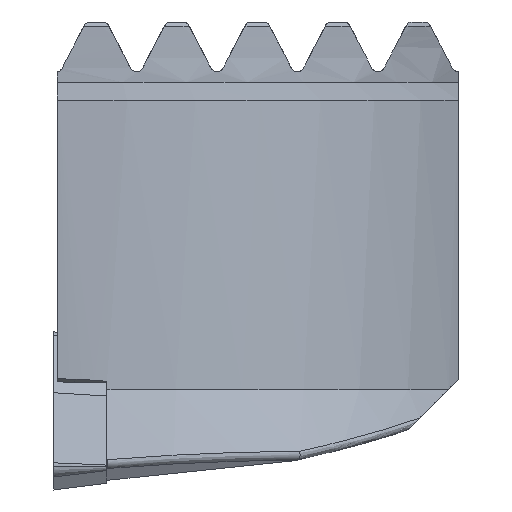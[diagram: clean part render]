
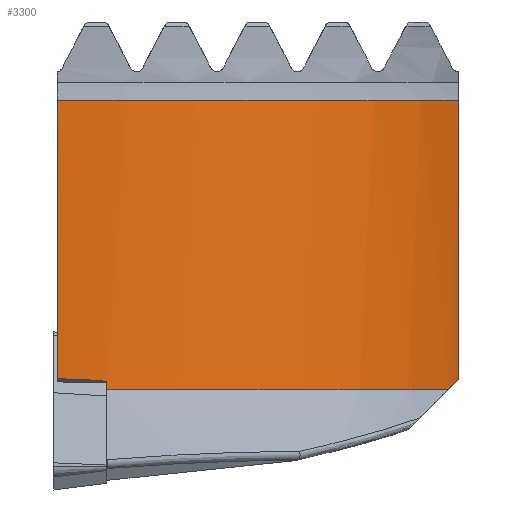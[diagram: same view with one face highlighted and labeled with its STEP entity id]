
A CAD part, left-side view. The second image highlights one B-rep face of the part: STEP entity #3300.
In plain terms, the highlighted cylindrical face has radius 34.06 mm (diameter 68.12 mm), a partial arc.
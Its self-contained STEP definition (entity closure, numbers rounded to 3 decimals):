
#1562=VERTEX_POINT('NONE',#4249);
#1836=EDGE_CURVE('NONE',#1562,#3114,#4549,.T.);
#1906=VERTEX_POINT('NONE',#4623);
#2380=EDGE_CURVE('NONE',#1562,#3800,#5140,.T.);
#2424=EDGE_CURVE('NONE',#1906,#3842,#5188,.F.);
#2650=EDGE_CURVE('NONE',#3800,#3376,#5433,.F.);
#2928=EDGE_CURVE('NONE',#1906,#3418,#5735,.F.);
#3114=VERTEX_POINT('NONE',#5941);
#3300=ADVANCED_FACE('NONE',(#6147),#6148,.T.);
#3376=VERTEX_POINT('NONE',#6234);
#3418=VERTEX_POINT('NONE',#6278);
#3476=EDGE_CURVE('NONE',#3842,#3376,#6344,.T.);
#3496=EDGE_CURVE('NONE',#3418,#3114,#6365,.F.);
#3800=VERTEX_POINT('NONE',#6698);
#3842=VERTEX_POINT('NONE',#6749);
#4249=CARTESIAN_POINT('',(2.653,-3.97,8.108));
#4549=LINE('',#8237,#8238);
#4623=CARTESIAN_POINT('',(20.373,-30.17,8.232));
#5140=ELLIPSE('',#9699,44.462,34.06);
#5188=LINE('',#9840,#9841);
#5433=LINE('',#10509,#10510);
#5735=ELLIPSE('',#12031,48.168,34.06);
#5941=CARTESIAN_POINT('',(2.653,-3.97,7.493));
#6147=FACE_OUTER_BOUND('',#13605,.T.);
#6148=CYLINDRICAL_SURFACE('',#13606,34.06);
#6234=CARTESIAN_POINT('',(2.44,-0.27,29.066));
#6278=CARTESIAN_POINT('',(19.067,-29.431,7.493));
#6344=CIRCLE('',#14062,34.06);
#6365=CIRCLE('',#14099,34.06);
#6698=CARTESIAN_POINT('',(2.44,-0.27,8.286));
#6749=CARTESIAN_POINT('',(20.373,-30.17,29.066));
#8237=CARTESIAN_POINT('',(2.653,-3.97,7.493));
#8238=VECTOR('',#15810,1.0);
#9699=AXIS2_PLACEMENT_3D('',#16424,#16425,#16426);
#9840=CARTESIAN_POINT('',(20.373,-30.17,7.493));
#9841=VECTOR('',#16473,1.0);
#10509=CARTESIAN_POINT('',(2.44,-0.27,7.493));
#10510=VECTOR('',#16717,1.0);
#12031=AXIS2_PLACEMENT_3D('',#17030,#17031,#17032);
#13605=EDGE_LOOP('',(#17487,#17488,#17489,#17490,#17491,#17492,#17493));
#13606=AXIS2_PLACEMENT_3D('',#17494,#17495,#17496);
#14062=AXIS2_PLACEMENT_3D('',#17732,#17733,#17734);
#14099=AXIS2_PLACEMENT_3D('',#17749,#17750,#17751);
#15810=DIRECTION('',(0.,0.,-1.0));
#16424=CARTESIAN_POINT('',(36.5,-0.17,-20.293));
#16425=DIRECTION('',(-0.643,0.,-0.766));
#16426=DIRECTION('',(-0.766,0.,0.643));
#16473=DIRECTION('',(0.,0.,-1.0));
#16717=DIRECTION('',(0.,0.,-1.0));
#17030=CARTESIAN_POINT('',(36.5,-0.17,-21.768));
#17031=DIRECTION('',(0.,0.707,0.707));
#17032=DIRECTION('',(0.,-0.707,0.707));
#17487=ORIENTED_EDGE('',*,*,#2928,.F.);
#17488=ORIENTED_EDGE('',*,*,#2424,.T.);
#17489=ORIENTED_EDGE('',*,*,#3476,.T.);
#17490=ORIENTED_EDGE('',*,*,#2650,.F.);
#17491=ORIENTED_EDGE('',*,*,#2380,.F.);
#17492=ORIENTED_EDGE('',*,*,#1836,.T.);
#17493=ORIENTED_EDGE('',*,*,#3496,.F.);
#17494=CARTESIAN_POINT('',(36.5,-0.17,7.493));
#17495=DIRECTION('',(0.,0.,-1.0));
#17496=DIRECTION('',(-1.0,0.,0.));
#17732=CARTESIAN_POINT('',(36.5,-0.17,29.066));
#17733=DIRECTION('',(0.,0.,-1.0));
#17734=DIRECTION('',(-1.0,0.,0.));
#17749=CARTESIAN_POINT('',(36.5,-0.17,7.493));
#17750=DIRECTION('',(0.,0.,1.0));
#17751=DIRECTION('',(-1.0,0.,0.));
